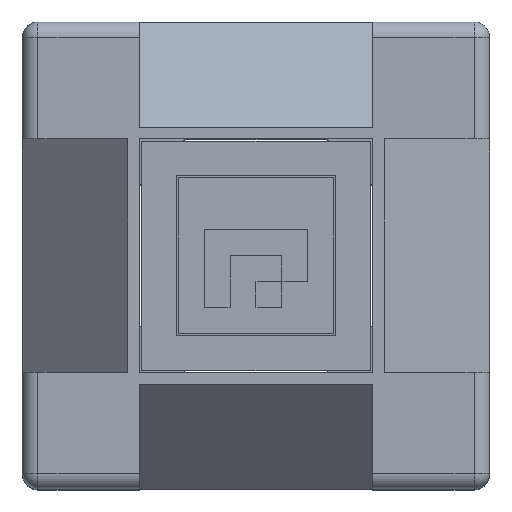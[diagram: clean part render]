
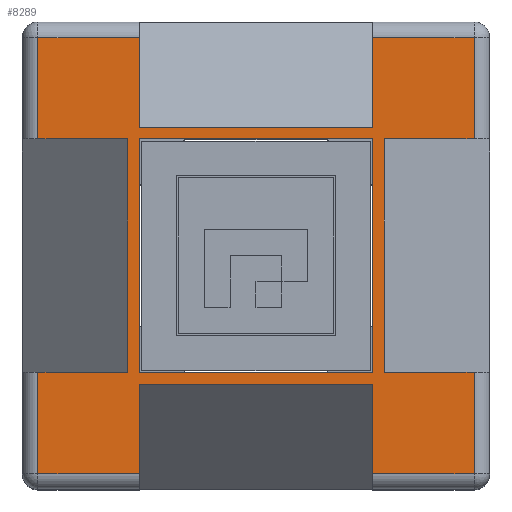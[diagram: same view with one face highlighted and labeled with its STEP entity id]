
A CAD part, top view. The second image highlights one B-rep face of the part: STEP entity #8289.
In plain terms, the highlighted planar face has unit normal (0, 0, 1).
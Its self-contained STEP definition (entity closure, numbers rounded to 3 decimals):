
#282=FACE_BOUND('',#806,.T.);
#355=FACE_OUTER_BOUND('',#805,.T.);
#805=EDGE_LOOP('',(#5604,#5605,#5606,#5607,#5608,#5609,#5610,#5611,#5612,
#5613,#5614,#5615,#5616,#5617,#5618,#5619,#5620,#5621,#5622,#5623));
#806=EDGE_LOOP('',(#5624,#5625,#5626,#5627));
#1361=LINE('',#11830,#2449);
#1362=LINE('',#11832,#2450);
#1363=LINE('',#11834,#2451);
#1364=LINE('',#11836,#2452);
#1365=LINE('',#11838,#2453);
#1366=LINE('',#11840,#2454);
#1367=LINE('',#11842,#2455);
#1368=LINE('',#11844,#2456);
#1369=LINE('',#11846,#2457);
#1370=LINE('',#11848,#2458);
#1371=LINE('',#11850,#2459);
#1372=LINE('',#11852,#2460);
#1373=LINE('',#11854,#2461);
#1374=LINE('',#11856,#2462);
#1375=LINE('',#11858,#2463);
#1376=LINE('',#11860,#2464);
#1377=LINE('',#11862,#2465);
#1378=LINE('',#11864,#2466);
#1379=LINE('',#11866,#2467);
#1380=LINE('',#11867,#2468);
#1381=LINE('',#11870,#2469);
#1382=LINE('',#11872,#2470);
#1383=LINE('',#11874,#2471);
#1384=LINE('',#11875,#2472);
#2449=VECTOR('',#9513,10.);
#2450=VECTOR('',#9514,10.);
#2451=VECTOR('',#9515,10.);
#2452=VECTOR('',#9516,10.);
#2453=VECTOR('',#9517,10.);
#2454=VECTOR('',#9518,10.);
#2455=VECTOR('',#9519,10.);
#2456=VECTOR('',#9520,10.);
#2457=VECTOR('',#9521,10.);
#2458=VECTOR('',#9522,10.);
#2459=VECTOR('',#9523,10.);
#2460=VECTOR('',#9524,10.);
#2461=VECTOR('',#9525,10.);
#2462=VECTOR('',#9526,10.);
#2463=VECTOR('',#9527,10.);
#2464=VECTOR('',#9528,10.);
#2465=VECTOR('',#9529,10.);
#2466=VECTOR('',#9530,10.);
#2467=VECTOR('',#9531,10.);
#2468=VECTOR('',#9532,10.);
#2469=VECTOR('',#9533,10.);
#2470=VECTOR('',#9534,10.);
#2471=VECTOR('',#9535,10.);
#2472=VECTOR('',#9536,10.);
#3505=VERTEX_POINT('',#11828);
#3506=VERTEX_POINT('',#11829);
#3507=VERTEX_POINT('',#11831);
#3508=VERTEX_POINT('',#11833);
#3509=VERTEX_POINT('',#11835);
#3510=VERTEX_POINT('',#11837);
#3511=VERTEX_POINT('',#11839);
#3512=VERTEX_POINT('',#11841);
#3513=VERTEX_POINT('',#11843);
#3514=VERTEX_POINT('',#11845);
#3515=VERTEX_POINT('',#11847);
#3516=VERTEX_POINT('',#11849);
#3517=VERTEX_POINT('',#11851);
#3518=VERTEX_POINT('',#11853);
#3519=VERTEX_POINT('',#11855);
#3520=VERTEX_POINT('',#11857);
#3521=VERTEX_POINT('',#11859);
#3522=VERTEX_POINT('',#11861);
#3523=VERTEX_POINT('',#11863);
#3524=VERTEX_POINT('',#11865);
#3525=VERTEX_POINT('',#11868);
#3526=VERTEX_POINT('',#11869);
#3527=VERTEX_POINT('',#11871);
#3528=VERTEX_POINT('',#11873);
#4313=EDGE_CURVE('',#3505,#3506,#1361,.T.);
#4314=EDGE_CURVE('',#3507,#3505,#1362,.T.);
#4315=EDGE_CURVE('',#3507,#3508,#1363,.T.);
#4316=EDGE_CURVE('',#3508,#3509,#1364,.T.);
#4317=EDGE_CURVE('',#3510,#3509,#1365,.T.);
#4318=EDGE_CURVE('',#3511,#3510,#1366,.T.);
#4319=EDGE_CURVE('',#3512,#3511,#1367,.T.);
#4320=EDGE_CURVE('',#3512,#3513,#1368,.T.);
#4321=EDGE_CURVE('',#3513,#3514,#1369,.T.);
#4322=EDGE_CURVE('',#3515,#3514,#1370,.T.);
#4323=EDGE_CURVE('',#3516,#3515,#1371,.T.);
#4324=EDGE_CURVE('',#3517,#3516,#1372,.T.);
#4325=EDGE_CURVE('',#3517,#3518,#1373,.T.);
#4326=EDGE_CURVE('',#3518,#3519,#1374,.T.);
#4327=EDGE_CURVE('',#3520,#3519,#1375,.T.);
#4328=EDGE_CURVE('',#3521,#3520,#1376,.T.);
#4329=EDGE_CURVE('',#3522,#3521,#1377,.T.);
#4330=EDGE_CURVE('',#3522,#3523,#1378,.T.);
#4331=EDGE_CURVE('',#3523,#3524,#1379,.T.);
#4332=EDGE_CURVE('',#3506,#3524,#1380,.T.);
#4333=EDGE_CURVE('',#3525,#3526,#1381,.T.);
#4334=EDGE_CURVE('',#3527,#3525,#1382,.T.);
#4335=EDGE_CURVE('',#3528,#3527,#1383,.T.);
#4336=EDGE_CURVE('',#3526,#3528,#1384,.T.);
#5604=ORIENTED_EDGE('',*,*,#4313,.F.);
#5605=ORIENTED_EDGE('',*,*,#4314,.F.);
#5606=ORIENTED_EDGE('',*,*,#4315,.T.);
#5607=ORIENTED_EDGE('',*,*,#4316,.T.);
#5608=ORIENTED_EDGE('',*,*,#4317,.F.);
#5609=ORIENTED_EDGE('',*,*,#4318,.F.);
#5610=ORIENTED_EDGE('',*,*,#4319,.F.);
#5611=ORIENTED_EDGE('',*,*,#4320,.T.);
#5612=ORIENTED_EDGE('',*,*,#4321,.T.);
#5613=ORIENTED_EDGE('',*,*,#4322,.F.);
#5614=ORIENTED_EDGE('',*,*,#4323,.F.);
#5615=ORIENTED_EDGE('',*,*,#4324,.F.);
#5616=ORIENTED_EDGE('',*,*,#4325,.T.);
#5617=ORIENTED_EDGE('',*,*,#4326,.T.);
#5618=ORIENTED_EDGE('',*,*,#4327,.F.);
#5619=ORIENTED_EDGE('',*,*,#4328,.F.);
#5620=ORIENTED_EDGE('',*,*,#4329,.F.);
#5621=ORIENTED_EDGE('',*,*,#4330,.T.);
#5622=ORIENTED_EDGE('',*,*,#4331,.T.);
#5623=ORIENTED_EDGE('',*,*,#4332,.F.);
#5624=ORIENTED_EDGE('',*,*,#4333,.F.);
#5625=ORIENTED_EDGE('',*,*,#4334,.F.);
#5626=ORIENTED_EDGE('',*,*,#4335,.F.);
#5627=ORIENTED_EDGE('',*,*,#4336,.F.);
#7936=PLANE('',#8765);
#8289=ADVANCED_FACE('',(#355,#282),#7936,.F.);
#8765=AXIS2_PLACEMENT_3D('',#11827,#9511,#9512);
#9511=DIRECTION('center_axis',(0.,0.,-1.));
#9512=DIRECTION('ref_axis',(0.,1.,0.));
#9513=DIRECTION('',(1.,0.,0.));
#9514=DIRECTION('',(0.,-1.,0.));
#9515=DIRECTION('',(-1.,0.,0.));
#9516=DIRECTION('',(0.,-1.,0.));
#9517=DIRECTION('',(-1.,0.,0.));
#9518=DIRECTION('',(0.,1.,0.));
#9519=DIRECTION('',(1.,0.,0.));
#9520=DIRECTION('',(0.,-1.,0.));
#9521=DIRECTION('',(1.,0.,0.));
#9522=DIRECTION('',(0.,-1.,0.));
#9523=DIRECTION('',(-1.,0.,0.));
#9524=DIRECTION('',(0.,1.,0.));
#9525=DIRECTION('',(1.,0.,0.));
#9526=DIRECTION('',(0.,1.,0.));
#9527=DIRECTION('',(1.,0.,0.));
#9528=DIRECTION('',(0.,-1.,0.));
#9529=DIRECTION('',(-1.,0.,0.));
#9530=DIRECTION('',(0.,1.,0.));
#9531=DIRECTION('',(-1.,0.,0.));
#9532=DIRECTION('',(0.,1.,0.));
#9533=DIRECTION('',(-1.,0.,0.));
#9534=DIRECTION('',(0.,1.,0.));
#9535=DIRECTION('',(1.,0.,0.));
#9536=DIRECTION('',(0.,-1.,0.));
#11827=CARTESIAN_POINT('Origin',(15.,-15.,30.));
#11828=CARTESIAN_POINT('',(-15.,16.5,30.));
#11829=CARTESIAN_POINT('',(15.,16.5,30.));
#11830=CARTESIAN_POINT('',(11.25,16.5,30.));
#11831=CARTESIAN_POINT('',(-15.,28.,30.));
#11832=CARTESIAN_POINT('',(-15.,22.5,30.));
#11833=CARTESIAN_POINT('',(-28.,28.,30.));
#11834=CARTESIAN_POINT('',(-22.5,28.,30.));
#11835=CARTESIAN_POINT('',(-28.,15.,30.));
#11836=CARTESIAN_POINT('',(-28.,7.5,30.));
#11837=CARTESIAN_POINT('',(-16.5,15.,30.));
#11838=CARTESIAN_POINT('',(-22.5,15.,30.));
#11839=CARTESIAN_POINT('',(-16.5,-15.,30.));
#11840=CARTESIAN_POINT('',(-16.5,11.25,30.));
#11841=CARTESIAN_POINT('',(-28.,-15.,30.));
#11842=CARTESIAN_POINT('',(-22.5,-15.,30.));
#11843=CARTESIAN_POINT('',(-28.,-28.,30.));
#11844=CARTESIAN_POINT('',(-28.,-22.5,30.));
#11845=CARTESIAN_POINT('',(-15.,-28.,30.));
#11846=CARTESIAN_POINT('',(-7.5,-28.,30.));
#11847=CARTESIAN_POINT('',(-15.,-16.5,30.));
#11848=CARTESIAN_POINT('',(-15.,-22.5,30.));
#11849=CARTESIAN_POINT('',(15.,-16.5,30.));
#11850=CARTESIAN_POINT('',(11.25,-16.5,30.));
#11851=CARTESIAN_POINT('',(15.,-28.,30.));
#11852=CARTESIAN_POINT('',(15.,-22.5,30.));
#11853=CARTESIAN_POINT('',(28.,-28.,30.));
#11854=CARTESIAN_POINT('',(22.5,-28.,30.));
#11855=CARTESIAN_POINT('',(28.,-15.,30.));
#11856=CARTESIAN_POINT('',(28.,-7.5,30.));
#11857=CARTESIAN_POINT('',(16.5,-15.,30.));
#11858=CARTESIAN_POINT('',(22.5,-15.,30.));
#11859=CARTESIAN_POINT('',(16.5,15.,30.));
#11860=CARTESIAN_POINT('',(16.5,-11.25,30.));
#11861=CARTESIAN_POINT('',(28.,15.,30.));
#11862=CARTESIAN_POINT('',(22.5,15.,30.));
#11863=CARTESIAN_POINT('',(28.,28.,30.));
#11864=CARTESIAN_POINT('',(28.,22.5,30.));
#11865=CARTESIAN_POINT('',(15.,28.,30.));
#11866=CARTESIAN_POINT('',(7.5,28.,30.));
#11867=CARTESIAN_POINT('',(15.,22.5,30.));
#11868=CARTESIAN_POINT('',(15.,15.,30.));
#11869=CARTESIAN_POINT('',(-15.,15.,30.));
#11870=CARTESIAN_POINT('',(15.,15.,30.));
#11871=CARTESIAN_POINT('',(15.,-15.,30.));
#11872=CARTESIAN_POINT('',(15.,7.5,30.));
#11873=CARTESIAN_POINT('',(-15.,-15.,30.));
#11874=CARTESIAN_POINT('',(7.5,-15.,30.));
#11875=CARTESIAN_POINT('',(-15.,15.,30.));
